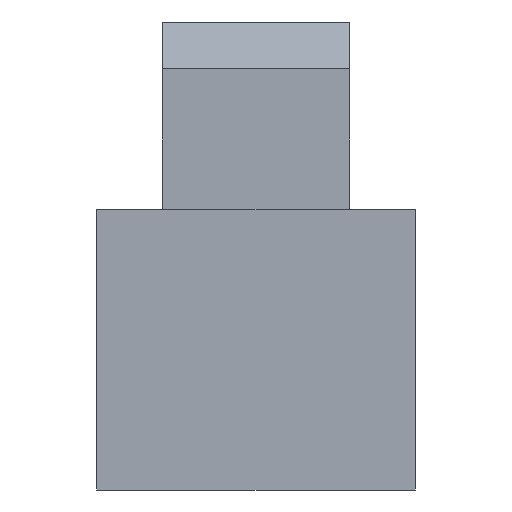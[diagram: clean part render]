
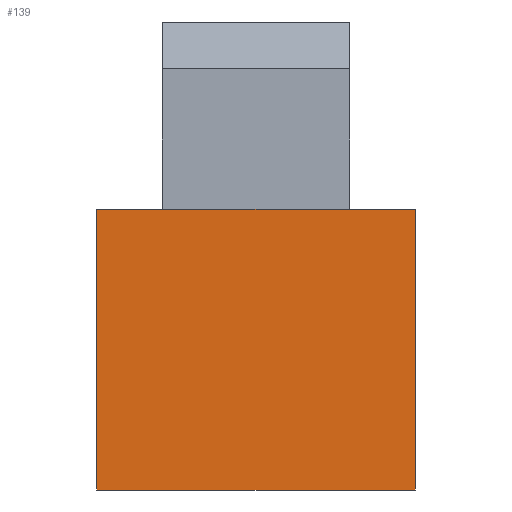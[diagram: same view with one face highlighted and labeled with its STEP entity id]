
A CAD part, left-side view. The second image highlights one B-rep face of the part: STEP entity #139.
In plain terms, the highlighted planar face has unit normal (-1, 0, 0).
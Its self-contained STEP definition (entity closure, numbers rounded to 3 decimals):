
#139=ADVANCED_FACE('',(#249),#251,.T.);
#249=FACE_BOUND('',#250,.T.);
#250=EDGE_LOOP('',(#330,#331,#332,#333));
#251=PLANE('',#252);
#252=AXIS2_PLACEMENT_3D('',#253,#254,#255);
#253=CARTESIAN_POINT('',(-4.4,1.7,0.));
#254=DIRECTION('',(-1.,0.,0.));
#255=DIRECTION('',(0.,-1.,0.));
#330=ORIENTED_EDGE('',*,*,#375,.T.);
#331=ORIENTED_EDGE('',*,*,#376,.T.);
#332=ORIENTED_EDGE('',*,*,#371,.F.);
#333=ORIENTED_EDGE('',*,*,#377,.F.);
#371=EDGE_CURVE('',#418,#419,#420,.T.);
#375=EDGE_CURVE('',#426,#427,#428,.T.);
#376=EDGE_CURVE('',#427,#419,#429,.T.);
#377=EDGE_CURVE('',#426,#418,#430,.T.);
#418=VERTEX_POINT('',#515);
#419=VERTEX_POINT('',#516);
#420=LINE('',#517,#518);
#426=VERTEX_POINT('',#531);
#427=VERTEX_POINT('',#532);
#428=LINE('',#533,#534);
#429=LINE('',#536,#537);
#430=LINE('',#539,#540);
#515=CARTESIAN_POINT('',(-4.4,1.7,3.));
#516=CARTESIAN_POINT('',(-4.4,-1.7,3.));
#517=CARTESIAN_POINT('',(-4.4,1.7,3.));
#518=VECTOR('',#519,1.);
#519=DIRECTION('',(0.,-1.,0.));
#531=CARTESIAN_POINT('',(-4.4,1.7,0.));
#532=CARTESIAN_POINT('',(-4.4,-1.7,0.));
#533=CARTESIAN_POINT('',(-4.4,1.7,0.));
#534=VECTOR('',#535,1.);
#535=DIRECTION('',(0.,-1.,0.));
#536=CARTESIAN_POINT('',(-4.4,-1.7,0.));
#537=VECTOR('',#538,1.);
#538=DIRECTION('',(0.,0.,1.));
#539=CARTESIAN_POINT('',(-4.4,1.7,0.));
#540=VECTOR('',#541,1.);
#541=DIRECTION('',(0.,0.,1.));
